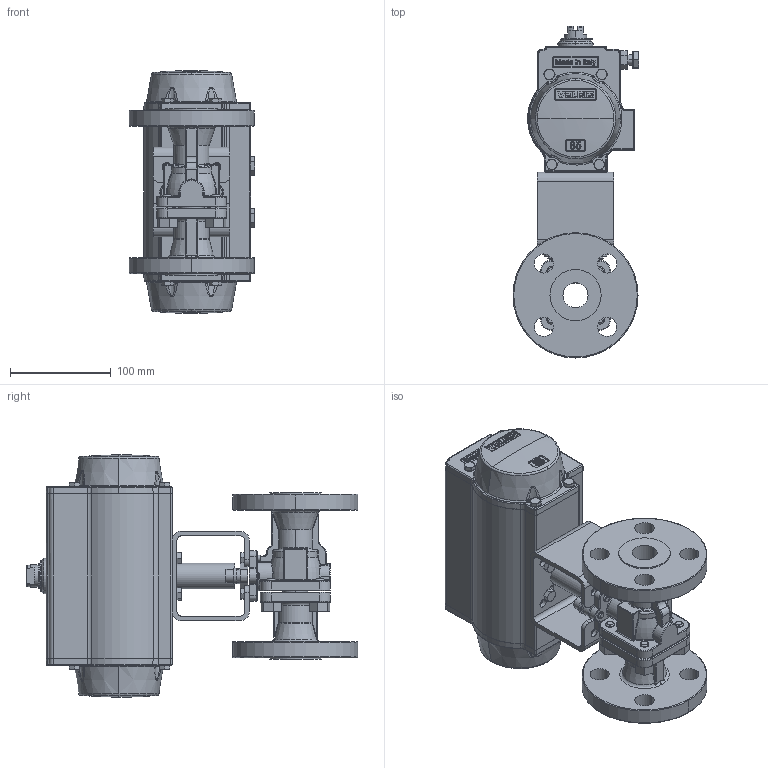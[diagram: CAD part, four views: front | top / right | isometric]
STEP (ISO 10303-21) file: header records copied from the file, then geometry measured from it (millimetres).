
FILE_DESCRIPTION (( 'STEP AP203' ), '1' );
FILE_NAME ('6801F-100_UT-2.5.STEP', '2017-12-06T13:13:37', ( '' ), ( '' ), 'SwSTEP 2.0', 'SolidWorks 2014', '' );
FILE_SCHEMA (( 'CONFIG_CONTROL_DESIGN' ));
Length unit declared in the file: inch
Products named in the file (1): 6801F-100_UT-2.5
Bounding box: 124.88 x 328.9 x 240.69 mm (x, y, z)
Surface area: 284755.8 mm2 (no closed solid volume)
Topology: 0 solids, 32 shells, 1580 faces, 4922 edges, 3236 vertices
Faces by surface type: plane 517, cylinder 369, bspline 366, cone 211, torus 83, sphere 34
Entity records: 78222 total; most frequent: CARTESIAN_POINT 37995, ORIENTED_EDGE 8240, DIRECTION 7725, EDGE_CURVE 4888, VERTEX_POINT 3236, AXIS2_PLACEMENT_3D 2940, VECTOR 1845, LINE 1845
